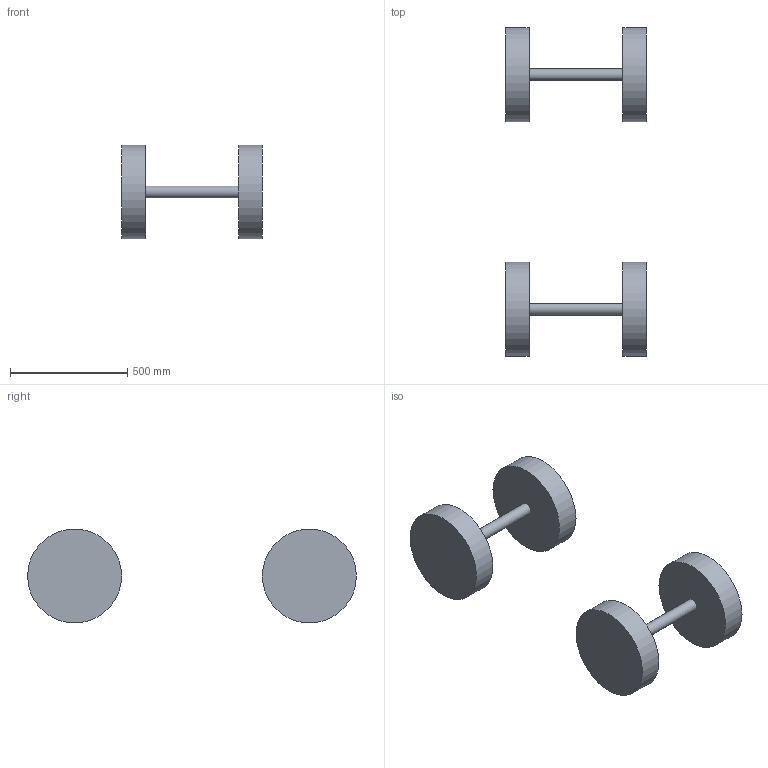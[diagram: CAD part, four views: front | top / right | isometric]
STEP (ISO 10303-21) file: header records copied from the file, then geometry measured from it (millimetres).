
FILE_DESCRIPTION(('Open CASCADE Model'),'2;1');
FILE_NAME('Open CASCADE Shape Model','2025-07-21T17:19:58',('Author'),( 'Open CASCADE'),'Open CASCADE STEP processor 8.0','Open CASCADE 8.0' ,'Unknown');
FILE_SCHEMA(('AUTOMOTIVE_DESIGN { 1 0 10303 214 1 1 1 1 }'));
Length unit declared in the file: millimetre
Products named in the file (4): chassis; wheelAxle; wheel; axle
Assembly tree (5 placements, depth 3):
  chassis
    wheelAxle  x2
      wheel
      axle
Bounding box: 600 x 1400 x 400 mm (x, y, z)
Volume: 52228977.9 mm3; surface area: 1672898.1 mm2
Topology: 6 solids, 6 shells, 18 faces, 18 edges, 12 vertices
Faces by surface type: plane 12, cylinder 6
Full cylindrical faces by diameter (mm): 50 x2, 400 x4
Entity records: 332 total; most frequent: DIRECTION 46, CARTESIAN_POINT 34, AXIS2_PLACEMENT_3D 16, ORIENTED_EDGE 12, PCURVE 12, DEFINITIONAL_REPRESENTATION 12, LINE 10, VECTOR 10
